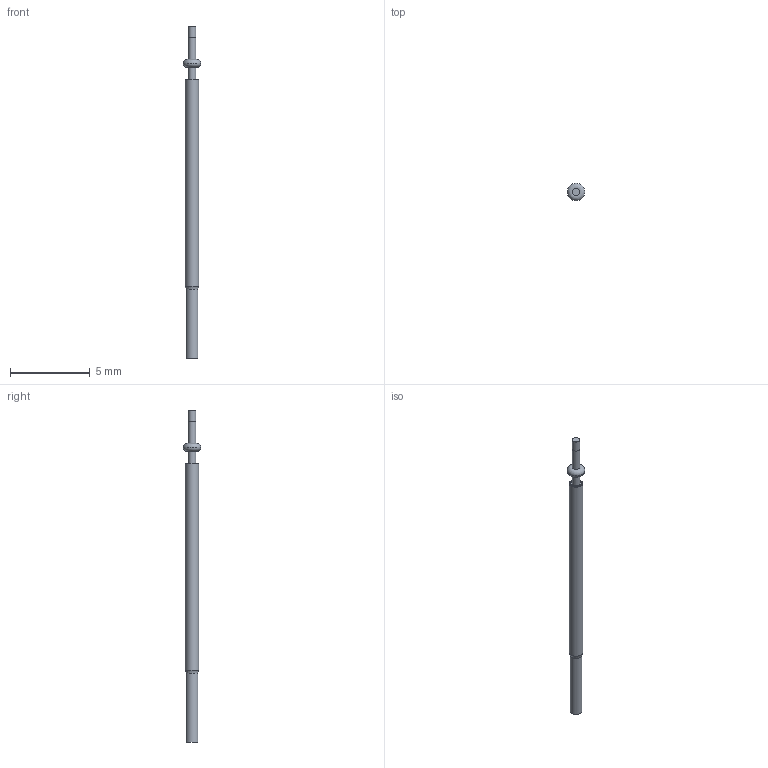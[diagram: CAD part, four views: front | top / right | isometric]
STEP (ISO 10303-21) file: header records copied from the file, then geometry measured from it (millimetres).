
FILE_DESCRIPTION(('R50-1S-P50-G1'),'2;1');
FILE_NAME('Pogopin R50-1S socket with P50-G1 pin.','2021-05-19T21:28:25',('Mario DE WEERD'),(''),(' '),'FreeCAD','CC-BY-SA');
FILE_SCHEMA(('AUTOMOTIVE_DESIGN_CC2 { 1 2 10303 214 -1 1 5 4 }'));
Length unit declared in the file: millimetre
Products named in the file (3): R50-1S-P50-G1
Assembly tree (2 placements, depth 2):
  R50-1S-P50-G1
    R50-1S-P50-G1
    R50-1S-P50-G1
Bounding box: 1.11 x 1.11 x 20.85 mm (x, y, z)
Volume: 8.4 mm3; surface area: 133.7 mm2
Topology: 2 solids, 2 shells, 18 faces, 27 edges, 16 vertices
Faces by surface type: cylinder 8, plane 7, torus 2, cone 1
Full cylindrical faces by diameter (mm): 0.48 x3, 0.5 x1, 0.68 x1, 0.7 x1, 0.75 x1, 0.86 x1
Entity records: 794 total; most frequent: DIRECTION 139, CARTESIAN_POINT 120, ORIENTED_EDGE 54, PCURVE 54, DEFINITIONAL_REPRESENTATION 54, LINE 51, VECTOR 51, AXIS2_PLACEMENT_3D 39
